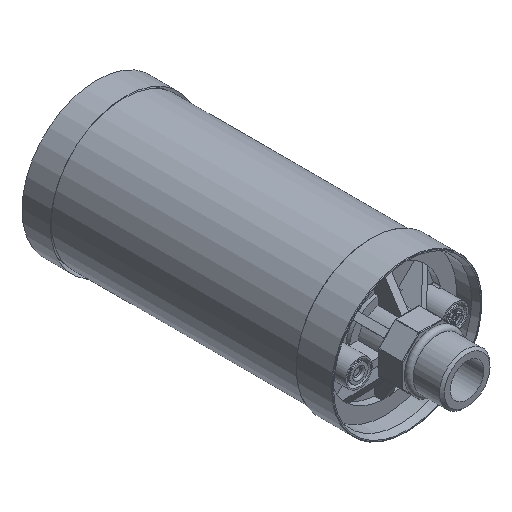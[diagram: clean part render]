
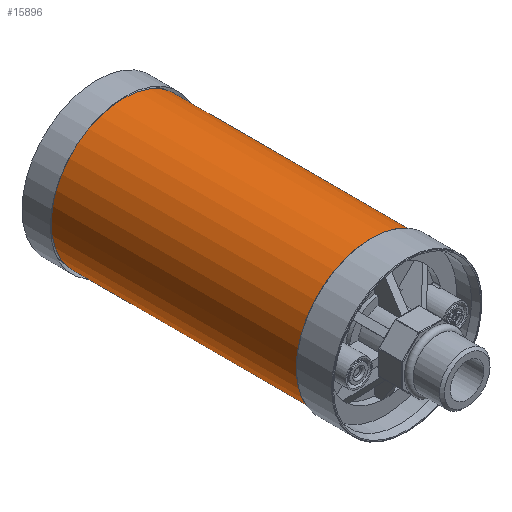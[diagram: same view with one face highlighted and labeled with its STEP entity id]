
A CAD part, isometric view. The second image highlights one B-rep face of the part: STEP entity #15896.
In plain terms, the highlighted cylindrical face has radius 30 mm (diameter 60 mm), a full revolution.
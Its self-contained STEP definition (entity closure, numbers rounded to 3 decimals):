
#1264 = FACE_OUTER_BOUND ( 'NONE', #6537, .T. ) ;
#1465 = FACE_OUTER_BOUND ( 'NONE', #16667, .T. ) ;
#3175 = CARTESIAN_POINT ( 'NONE',  ( 0., 151., 0. ) ) ;
#3311 = CARTESIAN_POINT ( 'NONE',  ( -27.966, 37., 10.858 ) ) ;
#4390 = DIRECTION ( 'NONE',  ( 0., -1., 0. ) ) ;
#4444 = AXIS2_PLACEMENT_3D ( 'NONE', #3175, #4390, #10584 ) ;
#4526 = VERTEX_POINT ( 'NONE', #9412 ) ;
#5406 = DIRECTION ( 'NONE',  ( -0.932, 0., 0.362 ) ) ;
#5472 = CIRCLE ( 'NONE', #9916, 30. ) ;
#6537 = EDGE_LOOP ( 'NONE', ( #8350 ) ) ;
#6647 = DIRECTION ( 'NONE',  ( -0.932, 0., 0.362 ) ) ;
#6808 = CIRCLE ( 'NONE', #15106, 30. ) ;
#8147 = CARTESIAN_POINT ( 'NONE',  ( 0., 143., 0. ) ) ;
#8350 = ORIENTED_EDGE ( 'NONE', *, *, #13660, .F. ) ;
#9071 = CYLINDRICAL_SURFACE ( 'NONE', #4444, 30. ) ;
#9412 = CARTESIAN_POINT ( 'NONE',  ( -27.966, 143., 10.858 ) ) ;
#9916 = AXIS2_PLACEMENT_3D ( 'NONE', #19180, #11590, #5406 ) ;
#10167 = ORIENTED_EDGE ( 'NONE', *, *, #12320, .T. ) ;
#10584 = DIRECTION ( 'NONE',  ( 0.932, 0., -0.362 ) ) ;
#10728 = VERTEX_POINT ( 'NONE', #3311 ) ;
#11590 = DIRECTION ( 'NONE',  ( 0., 1., 0. ) ) ;
#12320 = EDGE_CURVE ( 'NONE', #10728, #10728, #5472, .T. ) ;
#13660 = EDGE_CURVE ( 'NONE', #4526, #4526, #6808, .T. ) ;
#15106 = AXIS2_PLACEMENT_3D ( 'NONE', #8147, #15797, #6647 ) ;
#15797 = DIRECTION ( 'NONE',  ( 0., 1., 0. ) ) ;
#15896 = ADVANCED_FACE ( 'NONE', ( #1465, #1264 ), #9071, .T. ) ;
#16667 = EDGE_LOOP ( 'NONE', ( #10167 ) ) ;
#19180 = CARTESIAN_POINT ( 'NONE',  ( 0., 37., 0. ) ) ;
